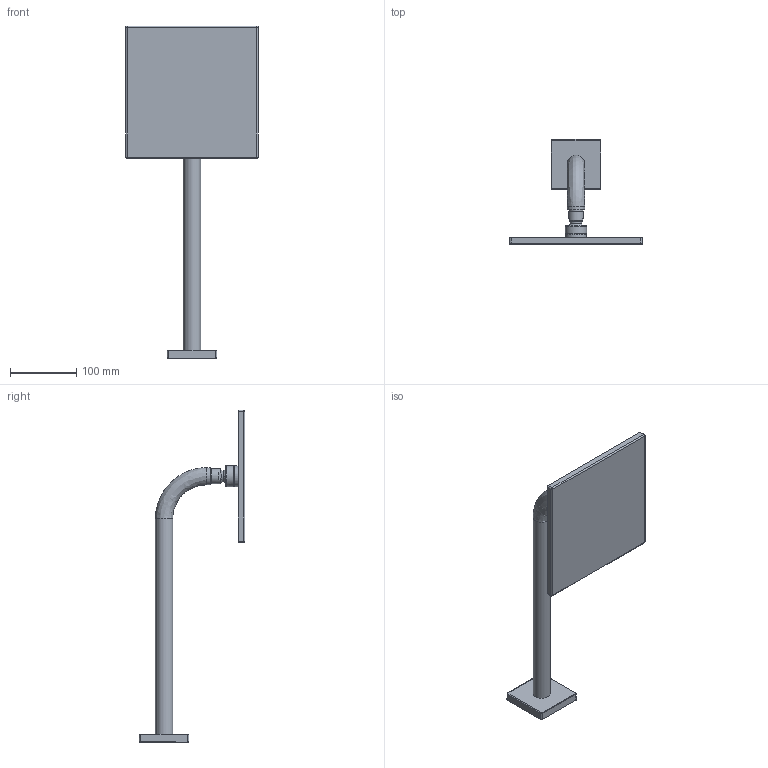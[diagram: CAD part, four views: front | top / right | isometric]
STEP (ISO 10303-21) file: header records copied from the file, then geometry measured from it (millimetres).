
FILE_DESCRIPTION (( 'STEP AP203' ), '1' );
FILE_NAME ('232021+04180340.STEP', '2017-03-09T05:46:19', ( '' ), ( '' ), 'SwSTEP 2.0', 'SolidWorks 2016', '' );
FILE_SCHEMA (( 'CONFIG_CONTROL_DESIGN' ));
Length unit declared in the file: millimetre
Products named in the file (1): 232021+04180340
Bounding box: 199.4 x 159.1 x 499.7 mm (x, y, z)
Volume: 722195.1 mm3; surface area: 140614.7 mm2
Topology: 1 solids, 1 shells, 72 faces, 170 edges, 104 vertices
Faces by surface type: bspline 25, cylinder 23, plane 22, cone 2
Full cylindrical faces by diameter (mm): 17.2 x1, 20.96 x1, 22.8 x1, 26 x2, 31.6 x1, 32 x1
Entity records: 3394 total; most frequent: CARTESIAN_POINT 1910, ORIENTED_EDGE 302, DIRECTION 242, EDGE_CURVE 151, VERTEX_POINT 99, AXIS2_PLACEMENT_3D 95, EDGE_LOOP 90, FACE_OUTER_BOUND 80
